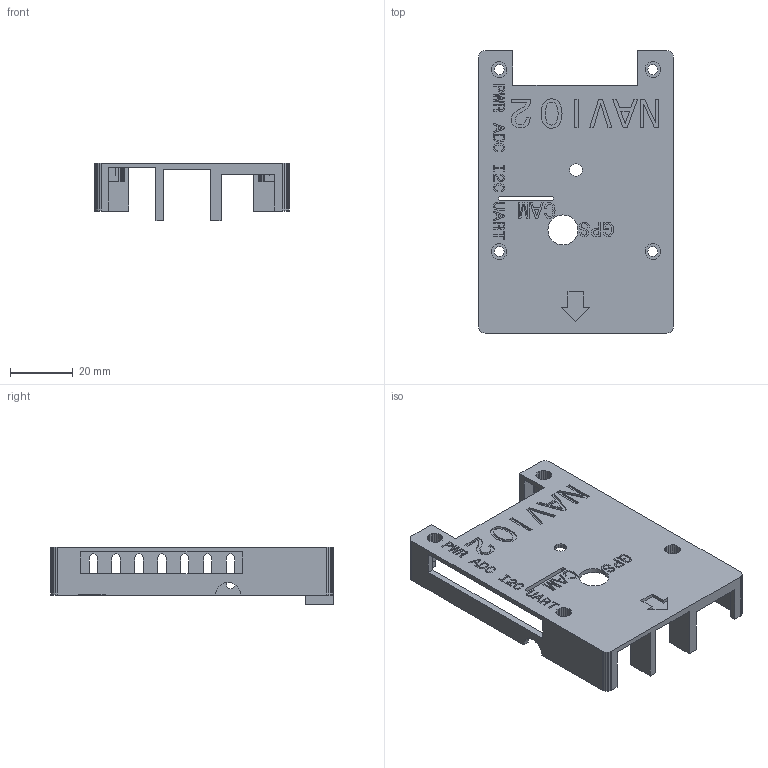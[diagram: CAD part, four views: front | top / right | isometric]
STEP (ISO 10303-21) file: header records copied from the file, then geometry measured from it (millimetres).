
FILE_DESCRIPTION (( 'STEP AP203' ), '1' );
FILE_NAME ('CaseT_Predeterminado_sldprt.STEP', '2022-06-23T14:44:23', ( '' ), ( '' ), 'SwSTEP 2.0', 'SolidWorks 2020', '' );
FILE_SCHEMA (( 'CONFIG_CONTROL_DESIGN' ));
Length unit declared in the file: millimetre
Products named in the file (1): CaseT_Predeterminado_sldprt
Bounding box: 62 x 90 x 18.45 mm (x, y, z)
Volume: 13147.2 mm3; surface area: 17559.1 mm2
Topology: 1 solids, 1 shells, 1170 faces, 3352 edges, 2223 vertices
Faces by surface type: plane 1166, cylinder 4
Entity records: 37501 total; most frequent: CARTESIAN_POINT 6746, ORIENTED_EDGE 6704, DIRECTION 5702, EDGE_CURVE 3352, VECTOR 3344, LINE 3344, VERTEX_POINT 2223, EDGE_LOOP 1239
